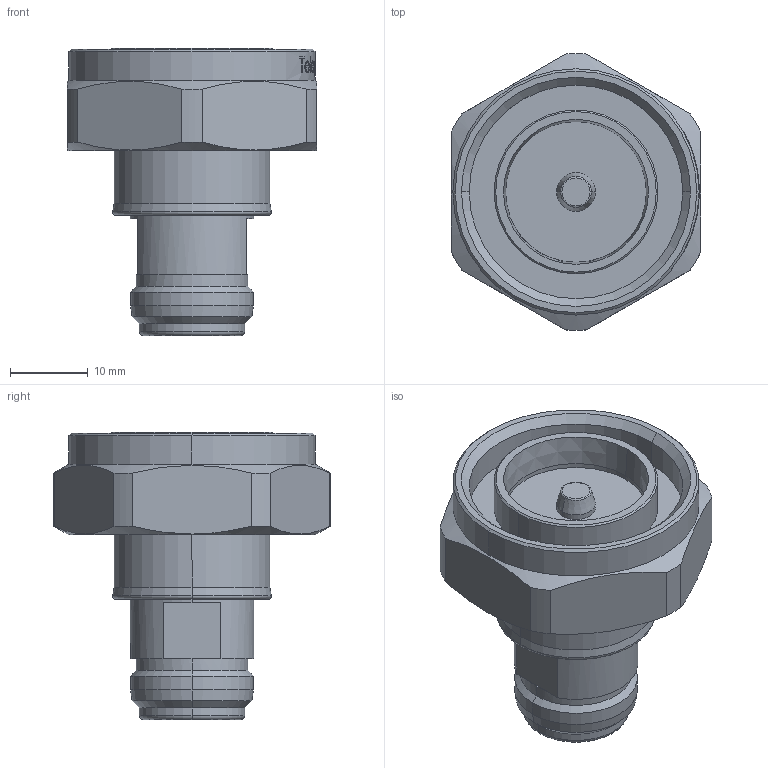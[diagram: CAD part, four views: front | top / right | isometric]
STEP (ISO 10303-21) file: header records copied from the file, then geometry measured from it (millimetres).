
FILE_DESCRIPTION (( 'STEP AP214' ), '1' );
FILE_NAME ('J01122B0010.STEP', '2018-11-20T07:41:38', ( '' ), ( '' ), 'SwSTEP 2.0', 'SolidWorks 2017', '' );
FILE_SCHEMA (( 'AUTOMOTIVE_DESIGN' ));
Length unit declared in the file: millimetre
Products named in the file (1): J01122B0010
Bounding box: 32 x 35.49 x 36.85 mm (x, y, z)
Volume: 13630.6 mm3; surface area: 5572.3 mm2
Topology: 1 solids, 1 shells, 280 faces, 711 edges, 460 vertices
Faces by surface type: plane 102, bspline 78, cylinder 58, cone 32, torus 10
Entity records: 14495 total; most frequent: CARTESIAN_POINT 5149, ORIENTED_EDGE 1422, DIRECTION 1093, EDGE_CURVE 711, VERTEX_POINT 460, AXIS2_PLACEMENT_3D 385, LINE 323, VECTOR 323
